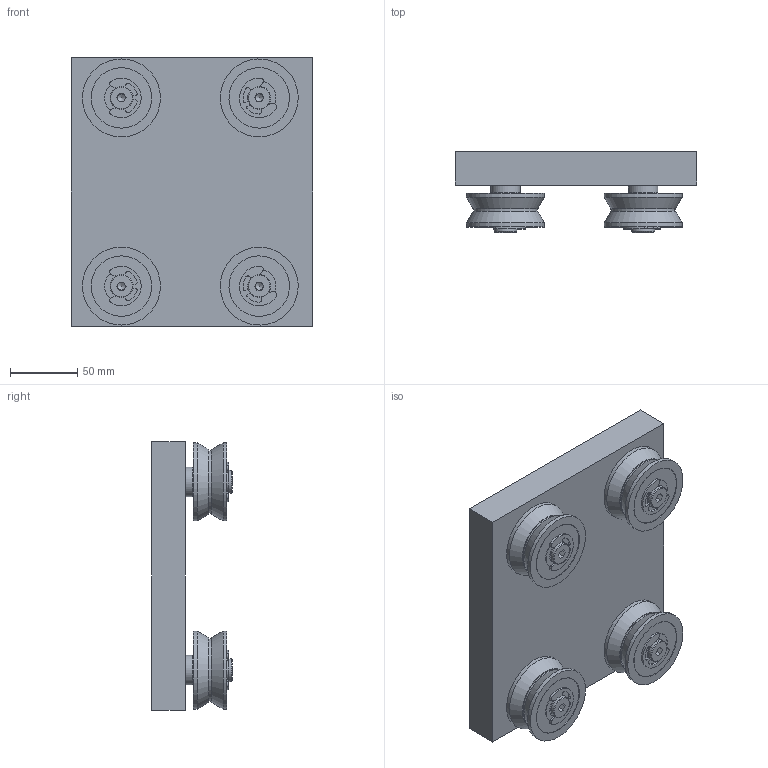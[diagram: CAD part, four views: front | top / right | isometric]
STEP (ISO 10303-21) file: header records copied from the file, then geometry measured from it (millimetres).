
FILE_DESCRIPTION(/* description */ ('CARRELLO GD20 180X25X200 ROT.416'),/* implementation_level */ '2;1');
FILE_NAME(/* name */ 'GCARO0000027.stp',/* time_stamp */ '2022-07-28T08:59:19+02:00',/* author */ ('tecnico3.vi'),/* organization */ (''),/* preprocessor_version */ 'ST-DEVELOPER v18.1',/* originating_system */ 'Autodesk Inventor 2022',/* authorisation */ '');
FILE_SCHEMA (('AUTOMOTIVE_DESIGN { 1 0 10303 214 3 1 1 }'));
Length unit declared in the file: millimetre
Products named in the file (10): 550000013612; 440000003212; 23.558.00C; 70PE00138-A; 23.558.00E; 70PE00139-A; 80RT00016R-A; 440000000027; !25.525.00!!!; CARRA0000003
Assembly tree (15 placements, depth 3):
  550000013612
    440000003212
    23.558.00C  x2
      70PE00138-A
      80RT00016R-A
      440000000027
      !25.525.00!!!
      CARRA0000003
    23.558.00E  x2
      70PE00139-A
      80RT00016R-A
      440000000027
      !25.525.00!!!
      CARRA0000003
Bounding box: 180 x 60 x 200 mm (x, y, z)
Volume: 1110566.2 mm3; surface area: 174118.1 mm2
Topology: 21 solids, 21 shells, 418 faces, 918 edges, 576 vertices
Faces by surface type: plane 226, cylinder 128, cone 64
Full cylindrical faces by diameter (mm): 6 x8, 13.835 x4, 15 x4, 16 x8, 17 x12, 22 x4, 25 x8, 35 x4, 45 x8, 46.5 x4, 58 x8
Entity records: 4825 total; most frequent: DIRECTION 843, CARTESIAN_POINT 776, ORIENTED_EDGE 694, EDGE_CURVE 347, AXIS2_PLACEMENT_3D 322, VERTEX_POINT 219, LINE 199, VECTOR 199
